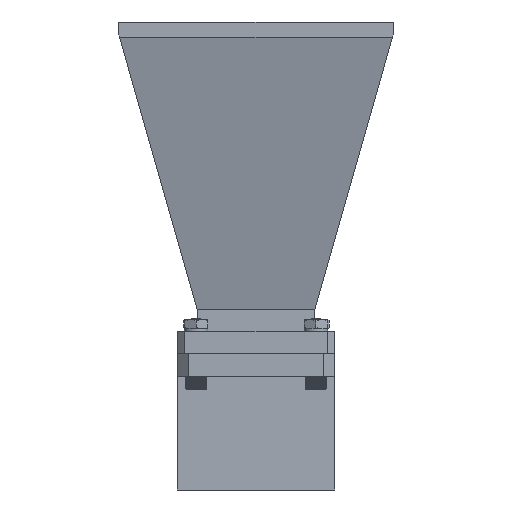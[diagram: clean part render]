
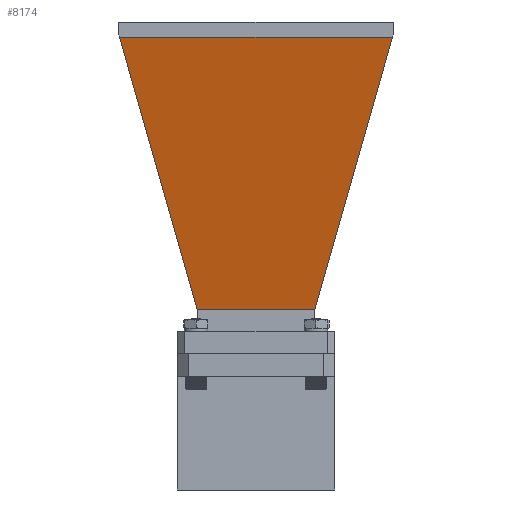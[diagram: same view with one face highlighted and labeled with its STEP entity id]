
A CAD part, front view. The second image highlights one B-rep face of the part: STEP entity #8174.
In plain terms, the highlighted face is planar.
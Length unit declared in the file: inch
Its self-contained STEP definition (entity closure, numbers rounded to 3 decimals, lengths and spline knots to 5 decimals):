
#313 = EDGE_CURVE ( 'NONE', #838, #12275, #9114, .T. ) ;
#381 = PLANE ( 'NONE',  #7542 ) ;
#487 = CARTESIAN_POINT ( 'NONE',  ( -1.07672, 1.4586, 4.86585 ) ) ;
#838 = VERTEX_POINT ( 'NONE', #10582 ) ;
#1415 = VECTOR ( 'NONE', #13477, 39.37008 ) ;
#1433 = DIRECTION ( 'NONE',  ( -0.972, 0., -0.235 ) ) ;
#1585 = VECTOR ( 'NONE', #5528, 39.37008 ) ;
#1946 = VERTEX_POINT ( 'NONE', #4873 ) ;
#2043 = EDGE_CURVE ( 'NONE', #1946, #2051, #14450, .T. ) ;
#2051 = VERTEX_POINT ( 'NONE', #2915 ) ;
#2714 = CARTESIAN_POINT ( 'NONE',  ( -0.73955, 0., 3.47087 ) ) ;
#2741 = EDGE_CURVE ( 'NONE', #2051, #838, #14696, .T. ) ;
#2915 = CARTESIAN_POINT ( 'NONE',  ( -0.37303, -0.62884, 1.95443 ) ) ;
#3442 = DIRECTION ( 'NONE',  ( -0.226, -0.267, 0.937 ) ) ;
#3545 = ORIENTED_EDGE ( 'NONE', *, *, #2043, .T. ) ;
#4114 = CARTESIAN_POINT ( 'NONE',  ( -0.37303, 0., 1.95443 ) ) ;
#4873 = CARTESIAN_POINT ( 'NONE',  ( -0.37303, 0.62884, 1.95443 ) ) ;
#5249 = VECTOR ( 'NONE', #7737, 39.37008 ) ;
#5528 = DIRECTION ( 'NONE',  ( 0.226, -0.267, -0.937 ) ) ;
#5534 = EDGE_CURVE ( 'NONE', #12275, #1946, #13330, .T. ) ;
#7542 = AXIS2_PLACEMENT_3D ( 'NONE', #2714, #1433, #12959 ) ;
#7737 = DIRECTION ( 'NONE',  ( 0., 1., 0. ) ) ;
#8174 = ADVANCED_FACE ( 'NONE', ( #9704 ), #381, .T. ) ;
#8221 = ORIENTED_EDGE ( 'NONE', *, *, #313, .T. ) ;
#9021 = EDGE_LOOP ( 'NONE', ( #3545, #11462, #8221, #11901 ) ) ;
#9087 = CARTESIAN_POINT ( 'NONE',  ( -0.37303, -0.62884, 1.95443 ) ) ;
#9114 = LINE ( 'NONE', #12659, #5249 ) ;
#9704 = FACE_OUTER_BOUND ( 'NONE', #9021, .T. ) ;
#9770 = CARTESIAN_POINT ( 'NONE',  ( -1.07672, 1.4586, 4.86585 ) ) ;
#10582 = CARTESIAN_POINT ( 'NONE',  ( -1.07672, -1.4586, 4.86585 ) ) ;
#11462 = ORIENTED_EDGE ( 'NONE', *, *, #2741, .T. ) ;
#11901 = ORIENTED_EDGE ( 'NONE', *, *, #5534, .T. ) ;
#12275 = VERTEX_POINT ( 'NONE', #487 ) ;
#12473 = VECTOR ( 'NONE', #3442, 39.37008 ) ;
#12659 = CARTESIAN_POINT ( 'NONE',  ( -1.07672, 0., 4.86585 ) ) ;
#12959 = DIRECTION ( 'NONE',  ( -0.235, 0., 0.972 ) ) ;
#13330 = LINE ( 'NONE', #9770, #1585 ) ;
#13477 = DIRECTION ( 'NONE',  ( 0., -1., 0. ) ) ;
#14450 = LINE ( 'NONE', #4114, #1415 ) ;
#14696 = LINE ( 'NONE', #9087, #12473 ) ;
